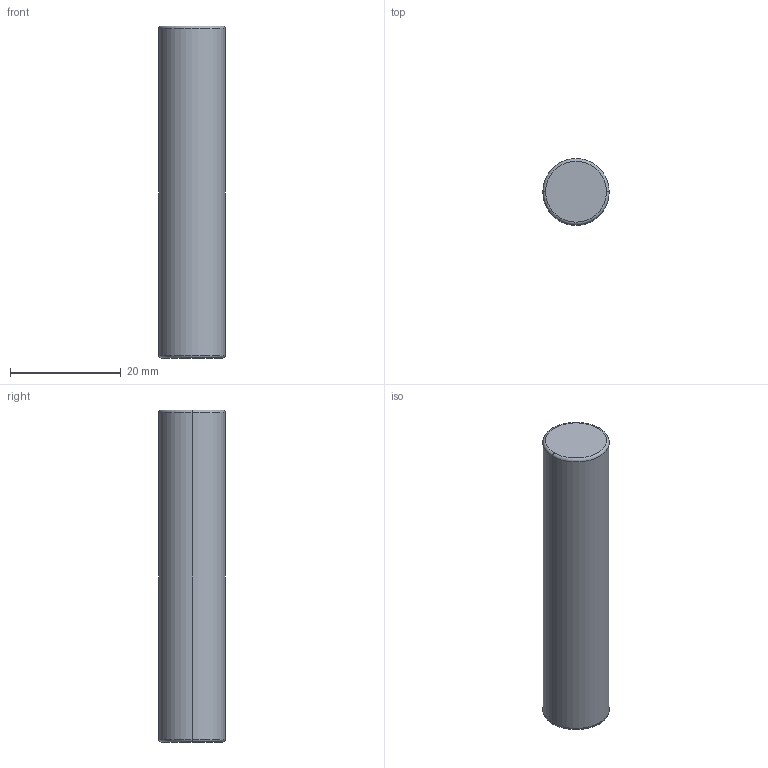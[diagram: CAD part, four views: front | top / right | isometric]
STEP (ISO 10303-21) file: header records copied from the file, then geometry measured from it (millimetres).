
FILE_DESCRIPTION((''),'2;1');
FILE_NAME('12G50_E000254A','2006-01-03T',('Pepperl+Fuchs'),('Industriehansa'),'PRO/ENGINEER BY PARAMETRIC TECHNOLOGY CORPORATION, 2005290','PRO/ENGINEER BY PARAMETRIC TECHNOLOGY CORPORATION, 2005290','');
FILE_SCHEMA(('AUTOMOTIVE_DESIGN_CC2 { 1 2 10303 214 -1 1 5 2 }'));
Length unit declared in the file: millimetre
Products named in the file (1): 12G50_E000254A
Bounding box: 12 x 12 x 60 mm (x, y, z)
Volume: 6781.9 mm3; surface area: 2471.7 mm2
Topology: 1 solids, 1 shells, 8 faces, 63 edges, 58 vertices
Faces by surface type: torus 4, plane 2, cylinder 2
Entity records: 851 total; most frequent: DIRECTION 109, CARTESIAN_POINT 80, PRESENTATION_STYLE_ASSIGNMENT 77, STYLED_ITEM 77, CURVE_STYLE 70, TRIMMED_CURVE 49, COMPOSITE_CURVE_SEGMENT 48, COLOUR_RGB 47
